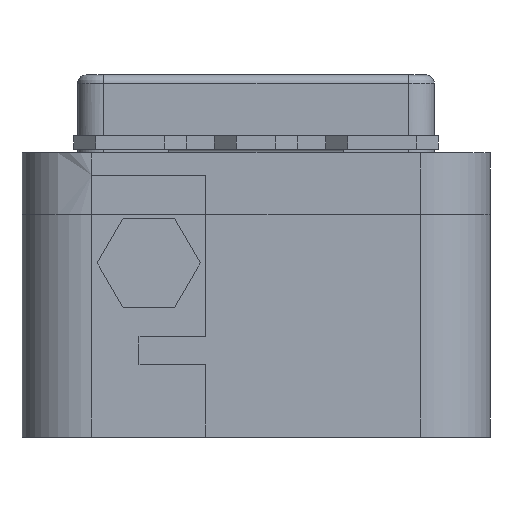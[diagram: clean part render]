
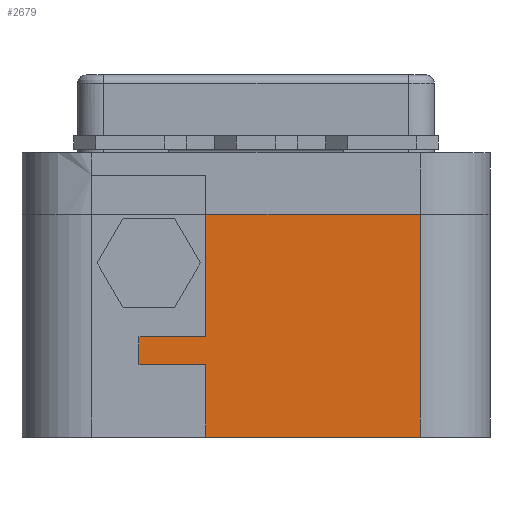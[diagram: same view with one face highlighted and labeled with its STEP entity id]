
A CAD part, front view. The second image highlights one B-rep face of the part: STEP entity #2679.
In plain terms, the highlighted free-form (B-spline) face has degree [1, 1] with [2, 2] control points.
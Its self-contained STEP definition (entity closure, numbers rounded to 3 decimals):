
#1596 = VERTEX_POINT('',#1597);
#1597 = CARTESIAN_POINT('',(17.744,-40.6,
    -39.096));
#1603 = EDGE_CURVE('',#1596,#1604,#1606,.T.);
#1604 = VERTEX_POINT('',#1605);
#1605 = CARTESIAN_POINT('',(-5.413,-40.6,
    -39.096));
#1606 = B_SPLINE_CURVE_WITH_KNOTS('',1,(#1607,#1608),.UNSPECIFIED.,.F.,
  .F.,(2,2),(-29.972,-10.414),.PIECEWISE_BEZIER_KNOTS.);
#1607 = CARTESIAN_POINT('',(17.744,-40.6,
    -39.096));
#1608 = CARTESIAN_POINT('',(-5.413,-40.6,
    -39.096));
#2679 = ADVANCED_FACE('',(#2680),#2730,.T.);
#2680 = FACE_BOUND('',#2681,.T.);
#2681 = EDGE_LOOP('',(#2682,#2689,#2696,#2703,#2710,#2717,#2724,#2729));
#2682 = ORIENTED_EDGE('',*,*,#2683,.F.);
#2683 = EDGE_CURVE('',#2684,#1596,#2686,.T.);
#2684 = VERTEX_POINT('',#2685);
#2685 = CARTESIAN_POINT('',(17.744,-40.6,
    -15.037));
#2686 = B_SPLINE_CURVE_WITH_KNOTS('',1,(#2687,#2688),.UNSPECIFIED.,.F.,
  .F.,(2,2),(5.588,25.908),.PIECEWISE_BEZIER_KNOTS.);
#2687 = CARTESIAN_POINT('',(17.744,-40.6,
    -15.037));
#2688 = CARTESIAN_POINT('',(17.744,-40.6,
    -39.096));
#2689 = ORIENTED_EDGE('',*,*,#2690,.T.);
#2690 = EDGE_CURVE('',#2684,#2691,#2693,.T.);
#2691 = VERTEX_POINT('',#2692);
#2692 = CARTESIAN_POINT('',(-5.413,-40.6,
    -15.037));
#2693 = B_SPLINE_CURVE_WITH_KNOTS('',1,(#2694,#2695),.UNSPECIFIED.,.F.,
  .F.,(2,2),(-29.972,-10.414),.PIECEWISE_BEZIER_KNOTS.);
#2694 = CARTESIAN_POINT('',(17.744,-40.6,
    -15.037));
#2695 = CARTESIAN_POINT('',(-5.413,-40.6,
    -15.037));
#2696 = ORIENTED_EDGE('',*,*,#2697,.T.);
#2697 = EDGE_CURVE('',#2691,#2698,#2700,.T.);
#2698 = VERTEX_POINT('',#2699);
#2699 = CARTESIAN_POINT('',(-5.413,-40.6,
    -28.27));
#2700 = B_SPLINE_CURVE_WITH_KNOTS('',1,(#2701,#2702),.UNSPECIFIED.,.F.,
  .F.,(2,2),(-11.176,-0.),.PIECEWISE_BEZIER_KNOTS.);
#2701 = CARTESIAN_POINT('',(-5.413,-40.6,
    -15.037));
#2702 = CARTESIAN_POINT('',(-5.413,-40.6,
    -28.27));
#2703 = ORIENTED_EDGE('',*,*,#2704,.T.);
#2704 = EDGE_CURVE('',#2698,#2705,#2707,.T.);
#2705 = VERTEX_POINT('',#2706);
#2706 = CARTESIAN_POINT('',(-12.631,-40.6,
    -28.27));
#2707 = B_SPLINE_CURVE_WITH_KNOTS('',1,(#2708,#2709),.UNSPECIFIED.,.F.,
  .F.,(2,2),(0.,6.096),.PIECEWISE_BEZIER_KNOTS.);
#2708 = CARTESIAN_POINT('',(-5.413,-40.6,
    -28.27));
#2709 = CARTESIAN_POINT('',(-12.631,-40.6,
    -28.27));
#2710 = ORIENTED_EDGE('',*,*,#2711,.T.);
#2711 = EDGE_CURVE('',#2705,#2712,#2714,.T.);
#2712 = VERTEX_POINT('',#2713);
#2713 = CARTESIAN_POINT('',(-12.631,-40.6,
    -31.277));
#2714 = B_SPLINE_CURVE_WITH_KNOTS('',1,(#2715,#2716),.UNSPECIFIED.,.F.,
  .F.,(2,2),(-2.54,0.),.PIECEWISE_BEZIER_KNOTS.);
#2715 = CARTESIAN_POINT('',(-12.631,-40.6,
    -28.27));
#2716 = CARTESIAN_POINT('',(-12.631,-40.6,
    -31.277));
#2717 = ORIENTED_EDGE('',*,*,#2718,.T.);
#2718 = EDGE_CURVE('',#2712,#2719,#2721,.T.);
#2719 = VERTEX_POINT('',#2720);
#2720 = CARTESIAN_POINT('',(-5.413,-40.6,
    -31.277));
#2721 = B_SPLINE_CURVE_WITH_KNOTS('',1,(#2722,#2723),.UNSPECIFIED.,.F.,
  .F.,(2,2),(-6.096,0.),.PIECEWISE_BEZIER_KNOTS.);
#2722 = CARTESIAN_POINT('',(-12.631,-40.6,
    -31.277));
#2723 = CARTESIAN_POINT('',(-5.413,-40.6,
    -31.277));
#2724 = ORIENTED_EDGE('',*,*,#2725,.T.);
#2725 = EDGE_CURVE('',#2719,#1604,#2726,.T.);
#2726 = B_SPLINE_CURVE_WITH_KNOTS('',1,(#2727,#2728),.UNSPECIFIED.,.F.,
  .F.,(2,2),(-6.604,0.),.PIECEWISE_BEZIER_KNOTS.);
#2727 = CARTESIAN_POINT('',(-5.413,-40.6,
    -31.277));
#2728 = CARTESIAN_POINT('',(-5.413,-40.6,
    -39.096));
#2729 = ORIENTED_EDGE('',*,*,#1603,.F.);
#2730 = B_SPLINE_SURFACE_WITH_KNOTS('',1,1,(
    (#2731,#2732)
    ,(#2733,#2734
  )),.UNSPECIFIED.,.F.,.F.,.F.,(2,2),(2,2),(4.318,29.972),(-25.908,
    -5.588),.PIECEWISE_BEZIER_KNOTS.);
#2731 = CARTESIAN_POINT('',(-12.631,-40.6,
    -39.096));
#2732 = CARTESIAN_POINT('',(-12.631,-40.6,
    -15.037));
#2733 = CARTESIAN_POINT('',(17.744,-40.6,
    -39.096));
#2734 = CARTESIAN_POINT('',(17.744,-40.6,
    -15.037));
